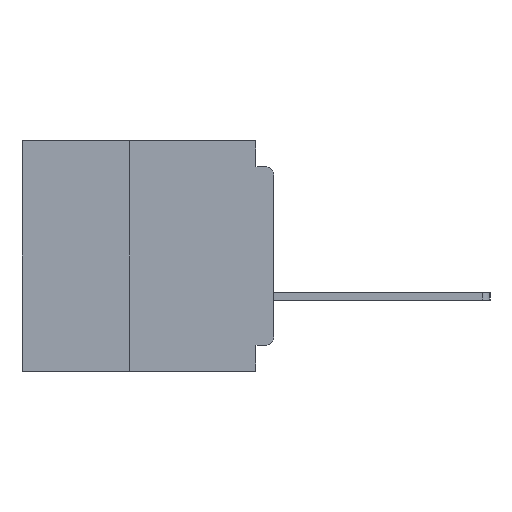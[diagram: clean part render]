
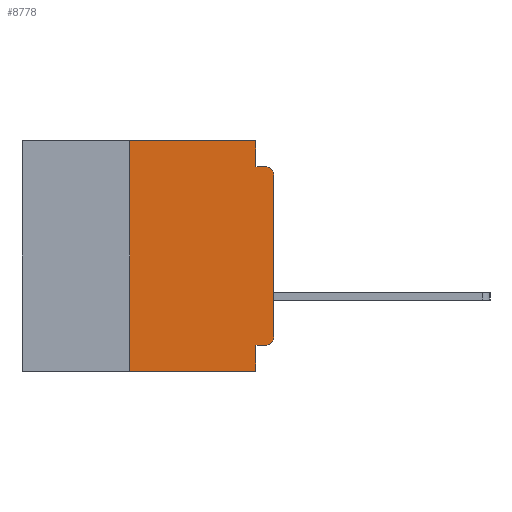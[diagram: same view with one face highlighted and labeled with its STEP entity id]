
A CAD part, left-side view. The second image highlights one B-rep face of the part: STEP entity #8778.
In plain terms, the highlighted planar face has unit normal (-1, 0, 0).
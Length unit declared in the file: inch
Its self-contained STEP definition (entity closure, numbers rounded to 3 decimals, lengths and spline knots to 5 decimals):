
#88 = CARTESIAN_POINT ( 'NONE',  ( 0., 0.437, 0. ) ) ;
#298 = CARTESIAN_POINT ( 'NONE',  ( 0., 0.015, -0.34 ) ) ;
#633 = EDGE_CURVE ( 'NONE', #37351, #1753, #28762, .T. ) ;
#1009 = EDGE_CURVE ( 'NONE', #37811, #38709, #10217, .T. ) ;
#1077 = LINE ( 'NONE', #48509, #30120 ) ;
#1753 = VERTEX_POINT ( 'NONE', #22153 ) ;
#2569 = VERTEX_POINT ( 'NONE', #32497 ) ;
#3138 = CARTESIAN_POINT ( 'NONE',  ( 0., 0.015, -0.045 ) ) ;
#4287 = DIRECTION ( 'NONE',  ( 0., 0., -1. ) ) ;
#5105 = VECTOR ( 'NONE', #11826, 39.37008 ) ;
#5879 = CARTESIAN_POINT ( 'NONE',  ( 0., 0.031, -0.045 ) ) ;
#6132 = CIRCLE ( 'NONE', #17675, 0.015 ) ;
#8244 = DIRECTION ( 'NONE',  ( 0., -1., 0. ) ) ;
#8778 = ADVANCED_FACE ( 'NONE', ( #25349 ), #8990, .F. ) ;
#8990 = PLANE ( 'NONE',  #17063 ) ;
#10217 = CIRCLE ( 'NONE', #26991, 0.015 ) ;
#10654 = EDGE_CURVE ( 'NONE', #13627, #37811, #17943, .T. ) ;
#11269 = EDGE_CURVE ( 'NONE', #2569, #1753, #1077, .T. ) ;
#11826 = DIRECTION ( 'NONE',  ( 0., 0., 1. ) ) ;
#12898 = DIRECTION ( 'NONE',  ( 0., 0., -1. ) ) ;
#12979 = DIRECTION ( 'NONE',  ( 0., 0., -1. ) ) ;
#13393 = ORIENTED_EDGE ( 'NONE', *, *, #16979, .F. ) ;
#13627 = VERTEX_POINT ( 'NONE', #13758 ) ;
#13758 = CARTESIAN_POINT ( 'NONE',  ( 0., 0., -0.34 ) ) ;
#13936 = EDGE_CURVE ( 'NONE', #2569, #31727, #46962, .T. ) ;
#16608 = EDGE_CURVE ( 'NONE', #22053, #46503, #31404, .T. ) ;
#16979 = EDGE_CURVE ( 'NONE', #35624, #37351, #42971, .T. ) ;
#17046 = ORIENTED_EDGE ( 'NONE', *, *, #11269, .T. ) ;
#17063 = AXIS2_PLACEMENT_3D ( 'NONE', #32437, #36510, #12979 ) ;
#17397 = DIRECTION ( 'NONE',  ( 0., -1., 0. ) ) ;
#17417 = CARTESIAN_POINT ( 'NONE',  ( 0., 0.015, -0.355 ) ) ;
#17675 = AXIS2_PLACEMENT_3D ( 'NONE', #298, #27948, #4287 ) ;
#17943 = LINE ( 'NONE', #25508, #47919 ) ;
#18366 = VECTOR ( 'NONE', #12898, 39.37008 ) ;
#18792 = CARTESIAN_POINT ( 'NONE',  ( 0., 0.015, -0.06 ) ) ;
#19464 = DIRECTION ( 'NONE',  ( -1., 0., 0. ) ) ;
#19779 = VECTOR ( 'NONE', #34426, 39.37008 ) ;
#19921 = DIRECTION ( 'NONE',  ( 0., 0., -1. ) ) ;
#20402 = ORIENTED_EDGE ( 'NONE', *, *, #10654, .T. ) ;
#20869 = CARTESIAN_POINT ( 'NONE',  ( 0., 0.031, -0.355 ) ) ;
#22053 = VERTEX_POINT ( 'NONE', #31232 ) ;
#22153 = CARTESIAN_POINT ( 'NONE',  ( 0., 0.031, -0.4 ) ) ;
#22159 = VECTOR ( 'NONE', #40680, 39.37008 ) ;
#22390 = CARTESIAN_POINT ( 'NONE',  ( 0., 0.031, -0.4 ) ) ;
#22454 = CARTESIAN_POINT ( 'NONE',  ( 0., 0., -0.045 ) ) ;
#23232 = CARTESIAN_POINT ( 'NONE',  ( 0., 0.25, 0. ) ) ;
#24718 = ORIENTED_EDGE ( 'NONE', *, *, #1009, .T. ) ;
#25349 = FACE_OUTER_BOUND ( 'NONE', #26133, .T. ) ;
#25508 = CARTESIAN_POINT ( 'NONE',  ( 0., 0., 0. ) ) ;
#26133 = EDGE_LOOP ( 'NONE', ( #20402, #24718, #41916, #36588, #38935, #32357, #17046, #38588, #13393, #39227 ) ) ;
#26430 = DIRECTION ( 'NONE',  ( 0., -1., 0. ) ) ;
#26991 = AXIS2_PLACEMENT_3D ( 'NONE', #18792, #19464, #19921 ) ;
#27406 = LINE ( 'NONE', #88, #36565 ) ;
#27948 = DIRECTION ( 'NONE',  ( -1., 0., 0. ) ) ;
#28762 = LINE ( 'NONE', #22390, #18366 ) ;
#29431 = DIRECTION ( 'NONE',  ( 0., 0., 1. ) ) ;
#30120 = VECTOR ( 'NONE', #17397, 39.37008 ) ;
#31232 = CARTESIAN_POINT ( 'NONE',  ( 0., 0.031, 0. ) ) ;
#31404 = LINE ( 'NONE', #50084, #19779 ) ;
#31672 = VECTOR ( 'NONE', #26430, 39.37008 ) ;
#31727 = VERTEX_POINT ( 'NONE', #23232 ) ;
#32357 = ORIENTED_EDGE ( 'NONE', *, *, #13936, .F. ) ;
#32437 = CARTESIAN_POINT ( 'NONE',  ( 0., 0.437, 0. ) ) ;
#32497 = CARTESIAN_POINT ( 'NONE',  ( 0., 0.25, -0.4 ) ) ;
#32844 = CARTESIAN_POINT ( 'NONE',  ( 0., 0., -0.355 ) ) ;
#34426 = DIRECTION ( 'NONE',  ( 0., 0., -1. ) ) ;
#35386 = EDGE_CURVE ( 'NONE', #46503, #38709, #43282, .T. ) ;
#35624 = VERTEX_POINT ( 'NONE', #17417 ) ;
#36510 = DIRECTION ( 'NONE',  ( 1., 0., 0. ) ) ;
#36565 = VECTOR ( 'NONE', #8244, 39.37008 ) ;
#36588 = ORIENTED_EDGE ( 'NONE', *, *, #16608, .F. ) ;
#37351 = VERTEX_POINT ( 'NONE', #20869 ) ;
#37811 = VERTEX_POINT ( 'NONE', #43228 ) ;
#38588 = ORIENTED_EDGE ( 'NONE', *, *, #633, .F. ) ;
#38709 = VERTEX_POINT ( 'NONE', #3138 ) ;
#38935 = ORIENTED_EDGE ( 'NONE', *, *, #50660, .F. ) ;
#39227 = ORIENTED_EDGE ( 'NONE', *, *, #46856, .T. ) ;
#40680 = DIRECTION ( 'NONE',  ( 0., 1., 0. ) ) ;
#41916 = ORIENTED_EDGE ( 'NONE', *, *, #35386, .F. ) ;
#42971 = LINE ( 'NONE', #32844, #22159 ) ;
#43228 = CARTESIAN_POINT ( 'NONE',  ( 0., 0., -0.06 ) ) ;
#43282 = LINE ( 'NONE', #22454, #31672 ) ;
#46503 = VERTEX_POINT ( 'NONE', #5879 ) ;
#46856 = EDGE_CURVE ( 'NONE', #35624, #13627, #6132, .T. ) ;
#46962 = LINE ( 'NONE', #50877, #5105 ) ;
#47919 = VECTOR ( 'NONE', #29431, 39.37008 ) ;
#48509 = CARTESIAN_POINT ( 'NONE',  ( 0., 0.437, -0.4 ) ) ;
#50084 = CARTESIAN_POINT ( 'NONE',  ( 0., 0.031, 0. ) ) ;
#50660 = EDGE_CURVE ( 'NONE', #31727, #22053, #27406, .T. ) ;
#50877 = CARTESIAN_POINT ( 'NONE',  ( 0., 0.25, -0.4 ) ) ;
